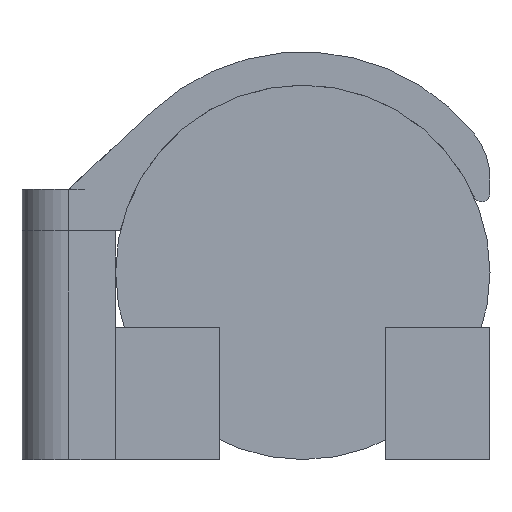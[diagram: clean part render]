
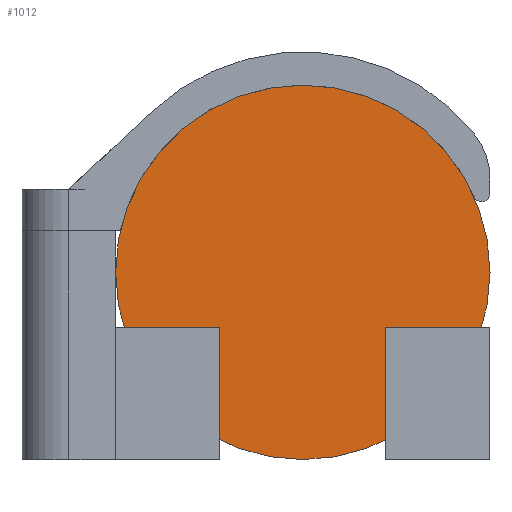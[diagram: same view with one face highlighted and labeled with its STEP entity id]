
A CAD part, front view. The second image highlights one B-rep face of the part: STEP entity #1012.
In plain terms, the highlighted face is planar.
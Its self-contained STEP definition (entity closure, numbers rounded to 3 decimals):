
#270=FACE_OUTER_BOUND('',#325,.T.);
#325=EDGE_LOOP('',(#682,#683));
#393=CIRCLE('',#1119,9.);
#394=CIRCLE('',#1120,9.);
#436=VERTEX_POINT('',#1537);
#437=VERTEX_POINT('',#1538);
#536=EDGE_CURVE('',#436,#437,#393,.T.);
#537=EDGE_CURVE('',#437,#436,#394,.T.);
#682=ORIENTED_EDGE('',*,*,#536,.F.);
#683=ORIENTED_EDGE('',*,*,#537,.F.);
#974=PLANE('',#1118);
#1012=ADVANCED_FACE('',(#270),#974,.T.);
#1118=AXIS2_PLACEMENT_3D('',#1536,#1228,#1229);
#1119=AXIS2_PLACEMENT_3D('',#1539,#1230,#1231);
#1120=AXIS2_PLACEMENT_3D('',#1540,#1232,#1233);
#1228=DIRECTION('center_axis',(0.,1.,0.));
#1229=DIRECTION('ref_axis',(0.,0.,1.));
#1230=DIRECTION('center_axis',(0.,-1.,0.));
#1231=DIRECTION('ref_axis',(1.,0.,0.));
#1232=DIRECTION('center_axis',(0.,-1.,0.));
#1233=DIRECTION('ref_axis',(1.,0.,0.));
#1536=CARTESIAN_POINT('Origin',(0.,17.5,0.));
#1537=CARTESIAN_POINT('',(0.,17.5,0.));
#1538=CARTESIAN_POINT('',(0.,17.5,18.));
#1539=CARTESIAN_POINT('Origin',(0.,17.5,9.));
#1540=CARTESIAN_POINT('Origin',(0.,17.5,9.));
